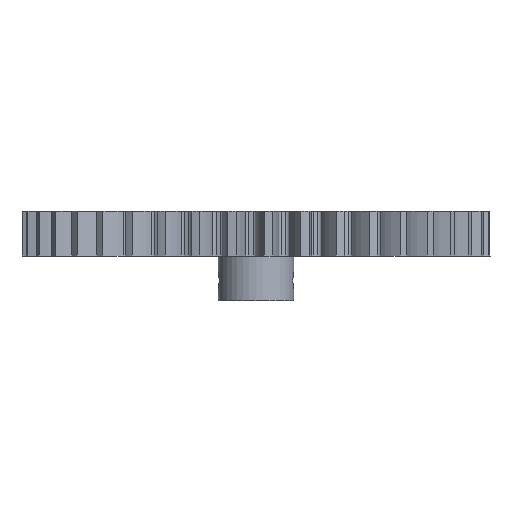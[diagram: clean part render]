
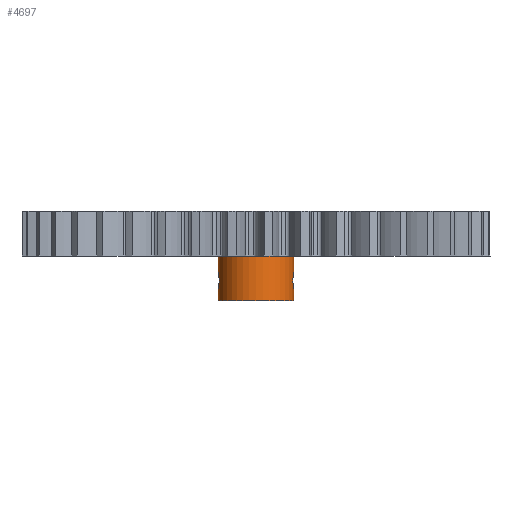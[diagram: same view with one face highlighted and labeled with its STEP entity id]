
A CAD part, left-side view. The second image highlights one B-rep face of the part: STEP entity #4697.
In plain terms, the highlighted cylindrical face has radius 8.5 mm (diameter 17 mm), a full revolution.
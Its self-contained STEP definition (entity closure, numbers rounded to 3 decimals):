
#100=FACE_BOUND('',#929,.T.);
#101=FACE_BOUND('',#930,.T.);
#106=CIRCLE('',#4923,8.5);
#107=CIRCLE('',#4925,8.5);
#229=LINE('',#12865,#393);
#393=VECTOR('',#5187,8.5);
#678=FACE_OUTER_BOUND('',#928,.T.);
#928=EDGE_LOOP('',(#3143,#3144,#3145,#3146));
#929=EDGE_LOOP('',(#3147,#3148));
#930=EDGE_LOOP('',(#3149,#3150));
#1421=B_SPLINE_CURVE_WITH_KNOTS('',3,(#12868,#12869,#12870,#12871,#12872,
#12873,#12874,#12875,#12876,#12877,#12878,#12879,#12880,#12881,#12882,#12883,
#12884,#12885),.UNSPECIFIED.,.F.,.F.,(4,2,2,2,2,2,2,2,4),(-0.885,
-0.811,-0.737,-0.664,-0.59,
-0.516,-0.442,-0.369,-0.295),
 .UNSPECIFIED.);
#1422=B_SPLINE_CURVE_WITH_KNOTS('',3,(#12886,#12887,#12888,#12889,#12890,
#12891,#12892,#12893,#12894,#12895,#12896,#12897,#12898,#12899,#12900,#12901,
#12902,#12903,#12904),.UNSPECIFIED.,.F.,.F.,(4,2,2,2,3,2,2,2,4),(-0.295,
-0.221,-0.147,-0.074,0.,0.074,
0.147,0.221,0.295),.UNSPECIFIED.);
#1423=B_SPLINE_CURVE_WITH_KNOTS('',3,(#12907,#12908,#12909,#12910,#12911,
#12912,#12913,#12914,#12915,#12916,#12917,#12918,#12919,#12920,#12921,#12922,
#12923,#12924,#12925),.UNSPECIFIED.,.F.,.F.,(4,2,2,2,3,2,2,2,4),(-0.295,
-0.221,-0.147,-0.074,0.,0.074,
0.147,0.221,0.295),.UNSPECIFIED.);
#1424=B_SPLINE_CURVE_WITH_KNOTS('',3,(#12926,#12927,#12928,#12929,#12930,
#12931,#12932,#12933,#12934,#12935,#12936,#12937,#12938,#12939,#12940,#12941,
#12942,#12943),.UNSPECIFIED.,.F.,.F.,(4,2,2,2,2,2,2,2,4),(0.295,
0.369,0.442,0.516,0.59,
0.664,0.737,0.811,0.885),
 .UNSPECIFIED.);
#1831=VERTEX_POINT('',#12860);
#1832=VERTEX_POINT('',#12863);
#1833=VERTEX_POINT('',#12866);
#1834=VERTEX_POINT('',#12867);
#1835=VERTEX_POINT('',#12905);
#1836=VERTEX_POINT('',#12906);
#2364=EDGE_CURVE('',#1831,#1831,#106,.T.);
#2365=EDGE_CURVE('',#1832,#1832,#107,.T.);
#2366=EDGE_CURVE('',#1832,#1831,#229,.T.);
#2367=EDGE_CURVE('',#1833,#1834,#1421,.T.);
#2368=EDGE_CURVE('',#1834,#1833,#1422,.T.);
#2369=EDGE_CURVE('',#1835,#1836,#1423,.T.);
#2370=EDGE_CURVE('',#1836,#1835,#1424,.T.);
#3143=ORIENTED_EDGE('',*,*,#2365,.F.);
#3144=ORIENTED_EDGE('',*,*,#2366,.T.);
#3145=ORIENTED_EDGE('',*,*,#2364,.T.);
#3146=ORIENTED_EDGE('',*,*,#2366,.F.);
#3147=ORIENTED_EDGE('',*,*,#2367,.T.);
#3148=ORIENTED_EDGE('',*,*,#2368,.T.);
#3149=ORIENTED_EDGE('',*,*,#2369,.T.);
#3150=ORIENTED_EDGE('',*,*,#2370,.T.);
#4326=CYLINDRICAL_SURFACE('',#4924,8.5);
#4697=ADVANCED_FACE('',(#678,#100,#101),#4326,.T.);
#4923=AXIS2_PLACEMENT_3D('',#12861,#5181,#5182);
#4924=AXIS2_PLACEMENT_3D('',#12862,#5183,#5184);
#4925=AXIS2_PLACEMENT_3D('',#12864,#5185,#5186);
#5181=DIRECTION('center_axis',(0.,0.,1.));
#5182=DIRECTION('ref_axis',(1.,0.,0.));
#5183=DIRECTION('center_axis',(0.,0.,1.));
#5184=DIRECTION('ref_axis',(1.,0.,0.));
#5185=DIRECTION('center_axis',(0.,0.,1.));
#5186=DIRECTION('ref_axis',(1.,0.,0.));
#5187=DIRECTION('',(0.,0.,-1.));
#12860=CARTESIAN_POINT('',(-8.5,0.,0.));
#12861=CARTESIAN_POINT('Origin',(0.,0.,0.));
#12862=CARTESIAN_POINT('Origin',(0.,0.,0.));
#12863=CARTESIAN_POINT('',(-8.5,0.,10.));
#12864=CARTESIAN_POINT('Origin',(0.,0.,10.));
#12865=CARTESIAN_POINT('',(-8.5,0.,0.));
#12866=CARTESIAN_POINT('',(0.,-8.5,2.55));
#12867=CARTESIAN_POINT('',(0.,-8.5,6.45));
#12868=CARTESIAN_POINT('Ctrl Pts',(0.,-8.5,
2.55));
#12869=CARTESIAN_POINT('Ctrl Pts',(-0.246,-8.5,
2.55));
#12870=CARTESIAN_POINT('Ctrl Pts',(-0.507,-8.488,
2.599));
#12871=CARTESIAN_POINT('Ctrl Pts',(-0.988,-8.446,
2.799));
#12872=CARTESIAN_POINT('Ctrl Pts',(-1.206,-8.416,2.949));
#12873=CARTESIAN_POINT('Ctrl Pts',(-1.552,-8.359,
3.294));
#12874=CARTESIAN_POINT('Ctrl Pts',(-1.701,-8.329,
3.512));
#12875=CARTESIAN_POINT('Ctrl Pts',(-1.901,-8.285,3.993));
#12876=CARTESIAN_POINT('Ctrl Pts',(-1.95,-8.273,4.254));
#12877=CARTESIAN_POINT('Ctrl Pts',(-1.95,-8.273,4.746));
#12878=CARTESIAN_POINT('Ctrl Pts',(-1.901,-8.285,5.007));
#12879=CARTESIAN_POINT('Ctrl Pts',(-1.701,-8.329,
5.488));
#12880=CARTESIAN_POINT('Ctrl Pts',(-1.552,-8.359,
5.706));
#12881=CARTESIAN_POINT('Ctrl Pts',(-1.206,-8.416,6.051));
#12882=CARTESIAN_POINT('Ctrl Pts',(-0.988,-8.446,
6.201));
#12883=CARTESIAN_POINT('Ctrl Pts',(-0.507,-8.488,
6.401));
#12884=CARTESIAN_POINT('Ctrl Pts',(-0.246,-8.5,
6.45));
#12885=CARTESIAN_POINT('Ctrl Pts',(0.,-8.5,
6.45));
#12886=CARTESIAN_POINT('Ctrl Pts',(0.,-8.5,
6.45));
#12887=CARTESIAN_POINT('Ctrl Pts',(0.246,-8.5,
6.45));
#12888=CARTESIAN_POINT('Ctrl Pts',(0.507,-8.488,
6.401));
#12889=CARTESIAN_POINT('Ctrl Pts',(0.988,-8.446,
6.201));
#12890=CARTESIAN_POINT('Ctrl Pts',(1.206,-8.416,6.051));
#12891=CARTESIAN_POINT('Ctrl Pts',(1.552,-8.359,5.706));
#12892=CARTESIAN_POINT('Ctrl Pts',(1.701,-8.329,5.488));
#12893=CARTESIAN_POINT('Ctrl Pts',(1.901,-8.285,5.007));
#12894=CARTESIAN_POINT('Ctrl Pts',(1.95,-8.273,4.746));
#12895=CARTESIAN_POINT('Ctrl Pts',(1.95,-8.273,4.5));
#12896=CARTESIAN_POINT('Ctrl Pts',(1.95,-8.273,4.254));
#12897=CARTESIAN_POINT('Ctrl Pts',(1.901,-8.285,3.993));
#12898=CARTESIAN_POINT('Ctrl Pts',(1.701,-8.329,3.512));
#12899=CARTESIAN_POINT('Ctrl Pts',(1.552,-8.359,3.294));
#12900=CARTESIAN_POINT('Ctrl Pts',(1.206,-8.416,2.949));
#12901=CARTESIAN_POINT('Ctrl Pts',(0.988,-8.446,
2.799));
#12902=CARTESIAN_POINT('Ctrl Pts',(0.507,-8.488,
2.599));
#12903=CARTESIAN_POINT('Ctrl Pts',(0.246,-8.5,
2.55));
#12904=CARTESIAN_POINT('Ctrl Pts',(0.,-8.5,
2.55));
#12905=CARTESIAN_POINT('',(0.,8.5,6.45));
#12906=CARTESIAN_POINT('',(0.,8.5,2.55));
#12907=CARTESIAN_POINT('Ctrl Pts',(0.,8.5,
6.45));
#12908=CARTESIAN_POINT('Ctrl Pts',(-0.246,8.5,
6.45));
#12909=CARTESIAN_POINT('Ctrl Pts',(-0.507,8.488,
6.401));
#12910=CARTESIAN_POINT('Ctrl Pts',(-0.988,8.446,
6.201));
#12911=CARTESIAN_POINT('Ctrl Pts',(-1.206,8.416,6.051));
#12912=CARTESIAN_POINT('Ctrl Pts',(-1.552,8.359,5.706));
#12913=CARTESIAN_POINT('Ctrl Pts',(-1.701,8.329,5.488));
#12914=CARTESIAN_POINT('Ctrl Pts',(-1.901,8.285,5.007));
#12915=CARTESIAN_POINT('Ctrl Pts',(-1.95,8.273,4.746));
#12916=CARTESIAN_POINT('Ctrl Pts',(-1.95,8.273,4.5));
#12917=CARTESIAN_POINT('Ctrl Pts',(-1.95,8.273,4.254));
#12918=CARTESIAN_POINT('Ctrl Pts',(-1.901,8.285,3.993));
#12919=CARTESIAN_POINT('Ctrl Pts',(-1.701,8.329,3.512));
#12920=CARTESIAN_POINT('Ctrl Pts',(-1.552,8.359,3.294));
#12921=CARTESIAN_POINT('Ctrl Pts',(-1.206,8.416,2.949));
#12922=CARTESIAN_POINT('Ctrl Pts',(-0.988,8.446,
2.799));
#12923=CARTESIAN_POINT('Ctrl Pts',(-0.507,8.488,
2.599));
#12924=CARTESIAN_POINT('Ctrl Pts',(-0.246,8.5,
2.55));
#12925=CARTESIAN_POINT('Ctrl Pts',(0.,8.5,
2.55));
#12926=CARTESIAN_POINT('Ctrl Pts',(0.,8.5,
2.55));
#12927=CARTESIAN_POINT('Ctrl Pts',(0.246,8.5,2.55));
#12928=CARTESIAN_POINT('Ctrl Pts',(0.507,8.488,2.599));
#12929=CARTESIAN_POINT('Ctrl Pts',(0.988,8.446,2.799));
#12930=CARTESIAN_POINT('Ctrl Pts',(1.206,8.416,2.949));
#12931=CARTESIAN_POINT('Ctrl Pts',(1.552,8.359,3.294));
#12932=CARTESIAN_POINT('Ctrl Pts',(1.701,8.329,3.512));
#12933=CARTESIAN_POINT('Ctrl Pts',(1.901,8.285,3.993));
#12934=CARTESIAN_POINT('Ctrl Pts',(1.95,8.273,4.254));
#12935=CARTESIAN_POINT('Ctrl Pts',(1.95,8.273,4.746));
#12936=CARTESIAN_POINT('Ctrl Pts',(1.901,8.285,5.007));
#12937=CARTESIAN_POINT('Ctrl Pts',(1.701,8.329,5.488));
#12938=CARTESIAN_POINT('Ctrl Pts',(1.552,8.359,5.706));
#12939=CARTESIAN_POINT('Ctrl Pts',(1.206,8.416,6.051));
#12940=CARTESIAN_POINT('Ctrl Pts',(0.988,8.446,6.201));
#12941=CARTESIAN_POINT('Ctrl Pts',(0.507,8.488,6.401));
#12942=CARTESIAN_POINT('Ctrl Pts',(0.246,8.5,6.45));
#12943=CARTESIAN_POINT('Ctrl Pts',(0.,8.5,
6.45));
